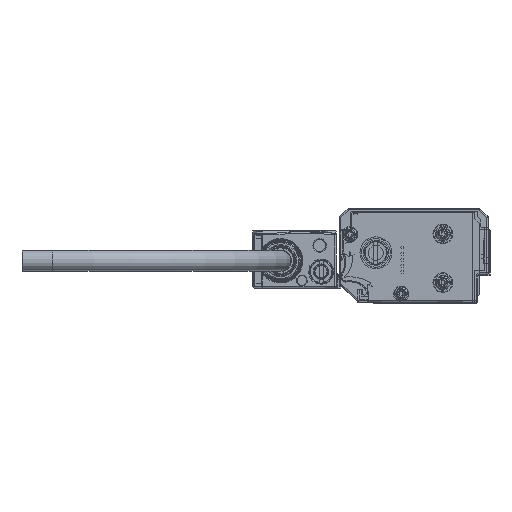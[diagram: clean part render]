
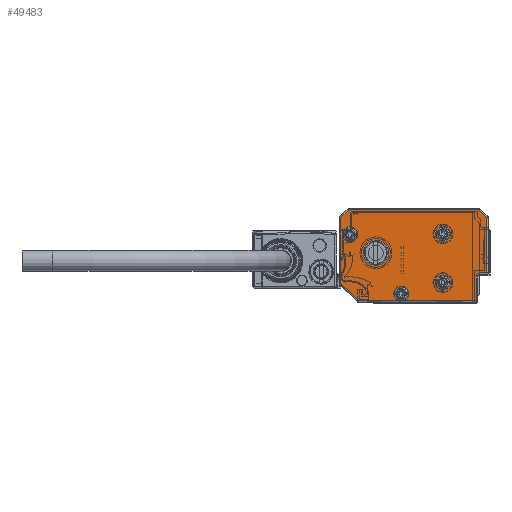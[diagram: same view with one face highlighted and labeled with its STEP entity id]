
A CAD part, left-side view. The second image highlights one B-rep face of the part: STEP entity #49483.
In plain terms, the highlighted planar face has unit normal (-1, 0, 0).
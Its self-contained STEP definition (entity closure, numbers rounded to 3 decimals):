
#49268=AXIS2_PLACEMENT_3D('Circle Axis2P3D',#49266,#49267,$) ;
#49296=AXIS2_PLACEMENT_3D('Circle Axis2P3D',#49294,#49295,$) ;
#49311=AXIS2_PLACEMENT_3D('Plane Axis2P3D',#49308,#49309,#49310) ;
#49315=AXIS2_PLACEMENT_3D('Circle Axis2P3D',#49313,#49314,$) ;
#49322=AXIS2_PLACEMENT_3D('Circle Axis2P3D',#49320,#49321,$) ;
#49329=AXIS2_PLACEMENT_3D('Circle Axis2P3D',#49327,#49328,$) ;
#49341=AXIS2_PLACEMENT_3D('Circle Axis2P3D',#49339,#49340,$) ;
#49413=AXIS2_PLACEMENT_3D('Circle Axis2P3D',#49411,#49412,$) ;
#49422=AXIS2_PLACEMENT_3D('Circle Axis2P3D',#49420,#49421,$) ;
#49431=AXIS2_PLACEMENT_3D('Circle Axis2P3D',#49429,#49430,$) ;
#49440=AXIS2_PLACEMENT_3D('Circle Axis2P3D',#49438,#49439,$) ;
#49449=AXIS2_PLACEMENT_3D('Circle Axis2P3D',#49447,#49448,$) ;
#49458=AXIS2_PLACEMENT_3D('Circle Axis2P3D',#49456,#49457,$) ;
#49467=AXIS2_PLACEMENT_3D('Circle Axis2P3D',#49465,#49466,$) ;
#49476=AXIS2_PLACEMENT_3D('Circle Axis2P3D',#49474,#49475,$) ;
#39772=CARTESIAN_POINT('Vertex',(-2973.,8.4,-1.)) ;
#39774=CARTESIAN_POINT('Vertex',(-2973.,7.,-1.)) ;
#39777=CARTESIAN_POINT('Line Origine',(-2973.,3.5,-1.)) ;
#39781=CARTESIAN_POINT('Vertex',(-2973.,21.793,-1.)) ;
#39793=CARTESIAN_POINT('Vertex',(-2973.,-17.,-1.)) ;
#39796=CARTESIAN_POINT('Line Origine',(-2973.,3.5,-1.)) ;
#49266=CARTESIAN_POINT('Axis2P3D Location',(-2973.,7.7,1.4)) ;
#49270=CARTESIAN_POINT('Vertex',(-2973.,5.2,1.4)) ;
#49291=CARTESIAN_POINT('Vertex',(-2973.,9.894,0.201)) ;
#49294=CARTESIAN_POINT('Axis2P3D Location',(-2973.,7.7,1.4)) ;
#49308=CARTESIAN_POINT('Axis2P3D Location',(-2973.,-21.5,13.5)) ;
#49313=CARTESIAN_POINT('Axis2P3D Location',(-2973.,7.7,1.4)) ;
#49317=CARTESIAN_POINT('Vertex',(-2973.,10.2,1.4)) ;
#49320=CARTESIAN_POINT('Axis2P3D Location',(-2973.,7.7,1.4)) ;
#49324=CARTESIAN_POINT('Vertex',(-2973.,5.506,2.599)) ;
#49327=CARTESIAN_POINT('Axis2P3D Location',(-2973.,7.7,1.4)) ;
#49332=CARTESIAN_POINT('Line Origine',(-2973.,-17.,3.1)) ;
#49336=CARTESIAN_POINT('Vertex',(-2973.,-17.,7.2)) ;
#49339=CARTESIAN_POINT('Axis2P3D Location',(-2973.,-18.,7.2)) ;
#49343=CARTESIAN_POINT('Vertex',(-2973.,-18.,8.2)) ;
#49346=CARTESIAN_POINT('Line Origine',(-2973.,-19.25,8.2)) ;
#49350=CARTESIAN_POINT('Vertex',(-2973.,-20.5,8.2)) ;
#49353=CARTESIAN_POINT('Line Origine',(-2973.,-20.5,17.246)) ;
#49357=CARTESIAN_POINT('Vertex',(-2973.,-20.5,26.293)) ;
#49360=CARTESIAN_POINT('Line Origine',(-2973.,-19.146,27.646)) ;
#49364=CARTESIAN_POINT('Vertex',(-2973.,-17.793,29.)) ;
#49367=CARTESIAN_POINT('Line Origine',(-2973.,3.5,29.)) ;
#49371=CARTESIAN_POINT('Vertex',(-2973.,24.793,29.)) ;
#49374=CARTESIAN_POINT('Line Origine',(-2973.,26.146,27.646)) ;
#49378=CARTESIAN_POINT('Vertex',(-2973.,27.5,26.293)) ;
#49381=CARTESIAN_POINT('Line Origine',(-2973.,27.5,15.5)) ;
#49385=CARTESIAN_POINT('Vertex',(-2973.,27.5,4.707)) ;
#49388=CARTESIAN_POINT('Line Origine',(-2973.,24.646,1.854)) ;
#49411=CARTESIAN_POINT('Axis2P3D Location',(-2973.,-6.,5.)) ;
#49415=CARTESIAN_POINT('Vertex',(-2973.,-3.806,3.801)) ;
#49417=CARTESIAN_POINT('Vertex',(-2973.,-8.194,6.199)) ;
#49420=CARTESIAN_POINT('Axis2P3D Location',(-2973.,-6.,5.)) ;
#49429=CARTESIAN_POINT('Axis2P3D Location',(-2973.,16.,14.8)) ;
#49433=CARTESIAN_POINT('Vertex',(-2973.,11.85,14.8)) ;
#49435=CARTESIAN_POINT('Vertex',(-2973.,20.15,14.8)) ;
#49438=CARTESIAN_POINT('Axis2P3D Location',(-2973.,16.,14.8)) ;
#49447=CARTESIAN_POINT('Axis2P3D Location',(-2973.,-6.,21.)) ;
#49451=CARTESIAN_POINT('Vertex',(-2973.,-8.194,22.199)) ;
#49453=CARTESIAN_POINT('Vertex',(-2973.,-3.806,19.801)) ;
#49456=CARTESIAN_POINT('Axis2P3D Location',(-2973.,-6.,21.)) ;
#49465=CARTESIAN_POINT('Axis2P3D Location',(-2973.,24.5,20.9)) ;
#49469=CARTESIAN_POINT('Vertex',(-2973.,22.306,22.099)) ;
#49471=CARTESIAN_POINT('Vertex',(-2973.,26.694,19.701)) ;
#49474=CARTESIAN_POINT('Axis2P3D Location',(-2973.,24.5,20.9)) ;
#39778=DIRECTION('Vector Direction',(0.,1.,0.)) ;
#39797=DIRECTION('Vector Direction',(0.,1.,0.)) ;
#49267=DIRECTION('Axis2P3D Direction',(-1.,0.,0.)) ;
#49295=DIRECTION('Axis2P3D Direction',(-1.,0.,0.)) ;
#49309=DIRECTION('Axis2P3D Direction',(1.,0.,0.)) ;
#49310=DIRECTION('Axis2P3D XDirection',(0.,1.,0.)) ;
#49314=DIRECTION('Axis2P3D Direction',(1.,0.,0.)) ;
#49321=DIRECTION('Axis2P3D Direction',(1.,0.,0.)) ;
#49328=DIRECTION('Axis2P3D Direction',(1.,0.,0.)) ;
#49333=DIRECTION('Vector Direction',(0.,0.,1.)) ;
#49340=DIRECTION('Axis2P3D Direction',(1.,0.,0.)) ;
#49347=DIRECTION('Vector Direction',(0.,-1.,0.)) ;
#49354=DIRECTION('Vector Direction',(0.,0.,1.)) ;
#49361=DIRECTION('Vector Direction',(0.,-0.707,-0.707)) ;
#49368=DIRECTION('Vector Direction',(0.,1.,0.)) ;
#49375=DIRECTION('Vector Direction',(0.,0.707,-0.707)) ;
#49382=DIRECTION('Vector Direction',(0.,0.,-1.)) ;
#49389=DIRECTION('Vector Direction',(0.,-0.707,-0.707)) ;
#49412=DIRECTION('Axis2P3D Direction',(1.,0.,0.)) ;
#49421=DIRECTION('Axis2P3D Direction',(1.,0.,0.)) ;
#49430=DIRECTION('Axis2P3D Direction',(1.,0.,0.)) ;
#49439=DIRECTION('Axis2P3D Direction',(1.,0.,0.)) ;
#49448=DIRECTION('Axis2P3D Direction',(1.,0.,0.)) ;
#49457=DIRECTION('Axis2P3D Direction',(1.,0.,0.)) ;
#49466=DIRECTION('Axis2P3D Direction',(1.,0.,0.)) ;
#49475=DIRECTION('Axis2P3D Direction',(1.,0.,0.)) ;
#39779=VECTOR('Line Direction',#39778,1.) ;
#39798=VECTOR('Line Direction',#39797,1.) ;
#49334=VECTOR('Line Direction',#49333,1.) ;
#49348=VECTOR('Line Direction',#49347,1.) ;
#49355=VECTOR('Line Direction',#49354,1.) ;
#49362=VECTOR('Line Direction',#49361,1.) ;
#49369=VECTOR('Line Direction',#49368,1.) ;
#49376=VECTOR('Line Direction',#49375,1.) ;
#49383=VECTOR('Line Direction',#49382,1.) ;
#49390=VECTOR('Line Direction',#49389,1.) ;
#49394=ORIENTED_EDGE('',*,*,#49298,.T.) ;
#49395=ORIENTED_EDGE('',*,*,#49319,.T.) ;
#49396=ORIENTED_EDGE('',*,*,#49326,.T.) ;
#49397=ORIENTED_EDGE('',*,*,#49331,.T.) ;
#49398=ORIENTED_EDGE('',*,*,#49272,.T.) ;
#49399=ORIENTED_EDGE('',*,*,#39800,.F.) ;
#49400=ORIENTED_EDGE('',*,*,#49338,.F.) ;
#49401=ORIENTED_EDGE('',*,*,#49345,.F.) ;
#49402=ORIENTED_EDGE('',*,*,#49352,.F.) ;
#49403=ORIENTED_EDGE('',*,*,#49359,.F.) ;
#49404=ORIENTED_EDGE('',*,*,#49366,.F.) ;
#49405=ORIENTED_EDGE('',*,*,#49373,.F.) ;
#49406=ORIENTED_EDGE('',*,*,#49380,.F.) ;
#49407=ORIENTED_EDGE('',*,*,#49387,.F.) ;
#49408=ORIENTED_EDGE('',*,*,#49392,.F.) ;
#49409=ORIENTED_EDGE('',*,*,#39783,.F.) ;
#49426=ORIENTED_EDGE('',*,*,#49419,.T.) ;
#49427=ORIENTED_EDGE('',*,*,#49424,.T.) ;
#49444=ORIENTED_EDGE('',*,*,#49437,.T.) ;
#49445=ORIENTED_EDGE('',*,*,#49442,.T.) ;
#49462=ORIENTED_EDGE('',*,*,#49455,.T.) ;
#49463=ORIENTED_EDGE('',*,*,#49460,.T.) ;
#49480=ORIENTED_EDGE('',*,*,#49473,.T.) ;
#49481=ORIENTED_EDGE('',*,*,#49478,.T.) ;
#49428=FACE_BOUND('',#49425,.T.) ;
#49446=FACE_BOUND('',#49443,.T.) ;
#49464=FACE_BOUND('',#49461,.T.) ;
#49482=FACE_BOUND('',#49479,.T.) ;
#49483=ADVANCED_FACE('\X2\FF8AFF9FFF70FF82\X0\ \X2\FF8EFF9EFF83FF9EFF68FF70\X0\',(#49410,#49428,#49446,#49464,#49482),#49312,.F.) ;
#49269=CIRCLE('generated circle',#49268,2.5) ;
#49297=CIRCLE('generated circle',#49296,2.5) ;
#49316=CIRCLE('generated circle',#49315,2.5) ;
#49323=CIRCLE('generated circle',#49322,2.5) ;
#49330=CIRCLE('generated circle',#49329,2.5) ;
#49342=CIRCLE('generated circle',#49341,1.) ;
#49414=CIRCLE('generated circle',#49413,2.5) ;
#49423=CIRCLE('generated circle',#49422,2.5) ;
#49432=CIRCLE('generated circle',#49431,4.15) ;
#49441=CIRCLE('generated circle',#49440,4.15) ;
#49450=CIRCLE('generated circle',#49449,2.5) ;
#49459=CIRCLE('generated circle',#49458,2.5) ;
#49468=CIRCLE('generated circle',#49467,2.5) ;
#49477=CIRCLE('generated circle',#49476,2.5) ;
#39783=EDGE_CURVE('',#39773,#39782,#39780,.T.) ;
#39800=EDGE_CURVE('',#39794,#39775,#39799,.T.) ;
#49272=EDGE_CURVE('',#49271,#39775,#49269,.F.) ;
#49298=EDGE_CURVE('',#39773,#49292,#49297,.F.) ;
#49319=EDGE_CURVE('',#49292,#49318,#49316,.T.) ;
#49326=EDGE_CURVE('',#49318,#49325,#49323,.T.) ;
#49331=EDGE_CURVE('',#49325,#49271,#49330,.T.) ;
#49338=EDGE_CURVE('',#49337,#39794,#49335,.F.) ;
#49345=EDGE_CURVE('',#49344,#49337,#49342,.F.) ;
#49352=EDGE_CURVE('',#49351,#49344,#49349,.F.) ;
#49359=EDGE_CURVE('',#49358,#49351,#49356,.F.) ;
#49366=EDGE_CURVE('',#49365,#49358,#49363,.T.) ;
#49373=EDGE_CURVE('',#49372,#49365,#49370,.F.) ;
#49380=EDGE_CURVE('',#49379,#49372,#49377,.F.) ;
#49387=EDGE_CURVE('',#49386,#49379,#49384,.F.) ;
#49392=EDGE_CURVE('',#39782,#49386,#49391,.F.) ;
#49419=EDGE_CURVE('',#49416,#49418,#49414,.T.) ;
#49424=EDGE_CURVE('',#49418,#49416,#49423,.T.) ;
#49437=EDGE_CURVE('',#49434,#49436,#49432,.T.) ;
#49442=EDGE_CURVE('',#49436,#49434,#49441,.T.) ;
#49455=EDGE_CURVE('',#49452,#49454,#49450,.T.) ;
#49460=EDGE_CURVE('',#49454,#49452,#49459,.T.) ;
#49473=EDGE_CURVE('',#49470,#49472,#49468,.T.) ;
#49478=EDGE_CURVE('',#49472,#49470,#49477,.T.) ;
#49393=EDGE_LOOP('',(#49394,#49395,#49396,#49397,#49398,#49399,#49400,#49401,#49402,#49403,#49404,#49405,#49406,#49407,#49408,#49409)) ;
#49425=EDGE_LOOP('',(#49426,#49427)) ;
#49443=EDGE_LOOP('',(#49444,#49445)) ;
#49461=EDGE_LOOP('',(#49462,#49463)) ;
#49479=EDGE_LOOP('',(#49480,#49481)) ;
#49410=FACE_OUTER_BOUND('',#49393,.T.) ;
#39780=LINE('Line',#39777,#39779) ;
#39799=LINE('Line',#39796,#39798) ;
#49335=LINE('Line',#49332,#49334) ;
#49349=LINE('Line',#49346,#49348) ;
#49356=LINE('Line',#49353,#49355) ;
#49363=LINE('Line',#49360,#49362) ;
#49370=LINE('Line',#49367,#49369) ;
#49377=LINE('Line',#49374,#49376) ;
#49384=LINE('Line',#49381,#49383) ;
#49391=LINE('Line',#49388,#49390) ;
#49312=PLANE('Plane',#49311) ;
#39773=VERTEX_POINT('',#39772) ;
#39775=VERTEX_POINT('',#39774) ;
#39782=VERTEX_POINT('',#39781) ;
#39794=VERTEX_POINT('',#39793) ;
#49271=VERTEX_POINT('',#49270) ;
#49292=VERTEX_POINT('',#49291) ;
#49318=VERTEX_POINT('',#49317) ;
#49325=VERTEX_POINT('',#49324) ;
#49337=VERTEX_POINT('',#49336) ;
#49344=VERTEX_POINT('',#49343) ;
#49351=VERTEX_POINT('',#49350) ;
#49358=VERTEX_POINT('',#49357) ;
#49365=VERTEX_POINT('',#49364) ;
#49372=VERTEX_POINT('',#49371) ;
#49379=VERTEX_POINT('',#49378) ;
#49386=VERTEX_POINT('',#49385) ;
#49416=VERTEX_POINT('',#49415) ;
#49418=VERTEX_POINT('',#49417) ;
#49434=VERTEX_POINT('',#49433) ;
#49436=VERTEX_POINT('',#49435) ;
#49452=VERTEX_POINT('',#49451) ;
#49454=VERTEX_POINT('',#49453) ;
#49470=VERTEX_POINT('',#49469) ;
#49472=VERTEX_POINT('',#49471) ;
